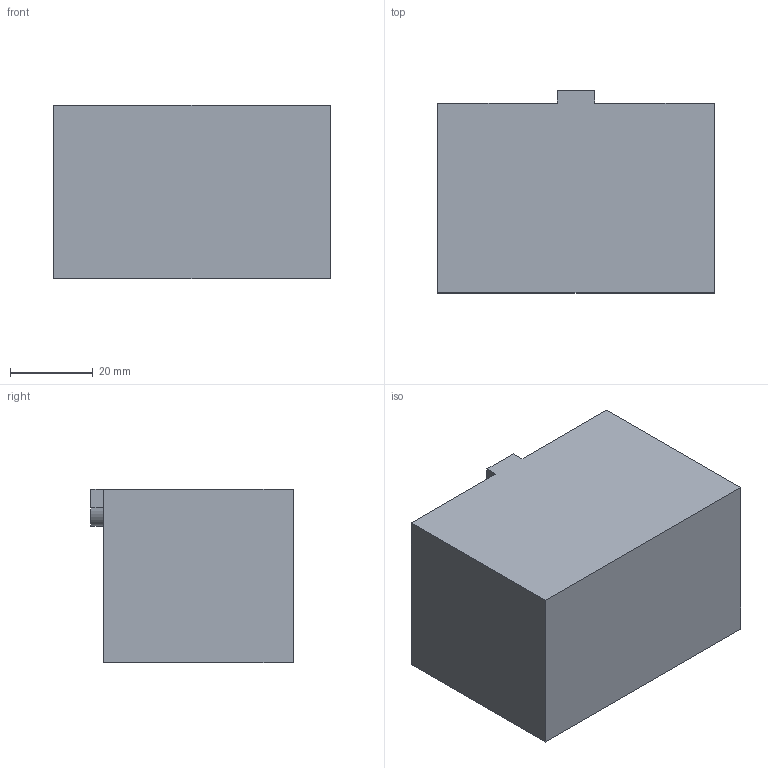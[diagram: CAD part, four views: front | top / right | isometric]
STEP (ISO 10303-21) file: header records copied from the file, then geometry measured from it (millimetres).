
FILE_DESCRIPTION(/* description */ (''),/* implementation_level */ '2;1');
FILE_NAME(/* name */ 'Timer module case.step',/* time_stamp */ '2025-11-02T20:40:40+02:00',/* author */ (''),/* organization */ (''),/* preprocessor_version */ 'ST-DEVELOPER v20.1',/* originating_system */ 'Autodesk Translation Framework v14.17.0.0',/* authorisation */ '');
FILE_SCHEMA (('AUTOMOTIVE_DESIGN { 1 0 10303 214 3 1 1 }'));
Length unit declared in the file: millimetre
Products named in the file (1): 2025-11-02-16-43-05-590
Bounding box: 67 x 49 x 42 mm (x, y, z)
Volume: 18140.8 mm3; surface area: 24494.8 mm2
Topology: 1 solids, 1 shells, 21 faces, 55 edges, 36 vertices
Faces by surface type: plane 19, cylinder 2
Full cylindrical faces by diameter (mm): 6.5 x1
Entity records: 676 total; most frequent: CARTESIAN_POINT 113, ORIENTED_EDGE 110, DIRECTION 105, EDGE_CURVE 55, LINE 49, VECTOR 49, VERTEX_POINT 36, AXIS2_PLACEMENT_3D 28
